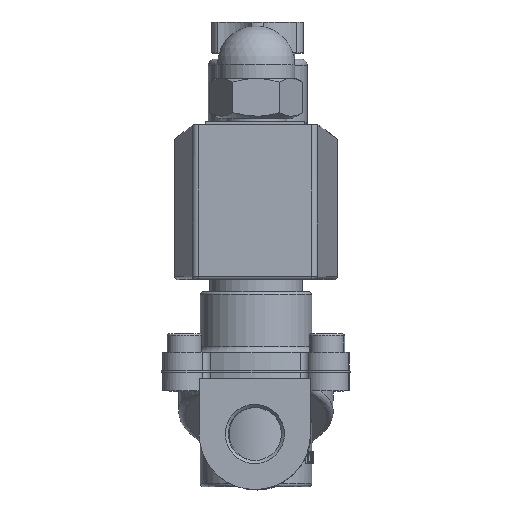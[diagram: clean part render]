
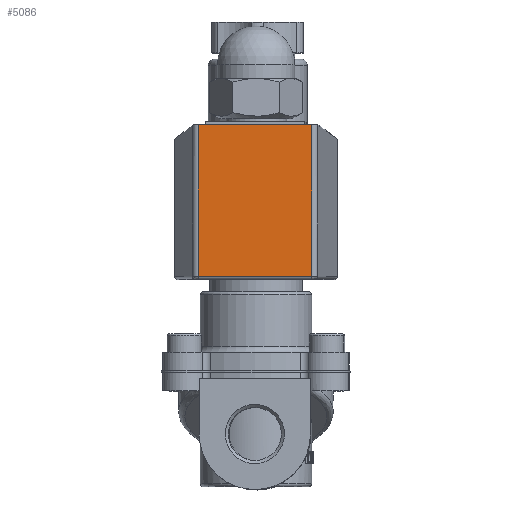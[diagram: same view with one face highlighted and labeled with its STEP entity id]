
A CAD part, top view. The second image highlights one B-rep face of the part: STEP entity #5086.
In plain terms, the highlighted face is planar.
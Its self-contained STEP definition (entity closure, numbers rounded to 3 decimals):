
#439=PLANE('',#5680);
#725=FACE_OUTER_BOUND('',#1040,.T.);
#1040=EDGE_LOOP('',(#4452,#4453,#4454,#4455));
#1545=LINE('',#8742,#1857);
#1586=LINE('',#9273,#1898);
#1591=LINE('',#9286,#1903);
#1654=LINE('',#9752,#1966);
#1857=VECTOR('',#6469,10.);
#1898=VECTOR('',#6680,10.);
#1903=VECTOR('',#6693,10.);
#1966=VECTOR('',#6988,10.);
#2364=VERTEX_POINT('',#8736);
#2365=VERTEX_POINT('',#8740);
#2419=VERTEX_POINT('',#9271);
#2423=VERTEX_POINT('',#9285);
#2940=EDGE_CURVE('',#2365,#2364,#1545,.T.);
#3045=EDGE_CURVE('',#2419,#2365,#1586,.T.);
#3051=EDGE_CURVE('',#2364,#2423,#1591,.T.);
#3190=EDGE_CURVE('',#2423,#2419,#1654,.T.);
#4452=ORIENTED_EDGE('',*,*,#2940,.F.);
#4453=ORIENTED_EDGE('',*,*,#3045,.F.);
#4454=ORIENTED_EDGE('',*,*,#3190,.F.);
#4455=ORIENTED_EDGE('',*,*,#3051,.F.);
#5086=ADVANCED_FACE('',(#725),#439,.T.);
#5680=AXIS2_PLACEMENT_3D('',#9751,#6986,#6987);
#6469=DIRECTION('',(-1.,0.,0.));
#6680=DIRECTION('',(0.,-1.,0.));
#6693=DIRECTION('',(0.,1.,0.));
#6986=DIRECTION('center_axis',(0.,0.,1.));
#6987=DIRECTION('ref_axis',(1.,0.,0.));
#6988=DIRECTION('',(1.,0.,0.));
#8736=CARTESIAN_POINT('',(-9.166,25.5,37.75));
#8740=CARTESIAN_POINT('',(9.166,25.5,37.75));
#8742=CARTESIAN_POINT('',(-5.,25.5,37.75));
#9271=CARTESIAN_POINT('',(9.166,50.,37.75));
#9273=CARTESIAN_POINT('',(9.166,25.,37.75));
#9285=CARTESIAN_POINT('',(-9.166,50.,37.75));
#9286=CARTESIAN_POINT('',(-9.166,25.,37.75));
#9751=CARTESIAN_POINT('Origin',(-10.,25.,37.75));
#9752=CARTESIAN_POINT('',(-10.,50.,37.75));
